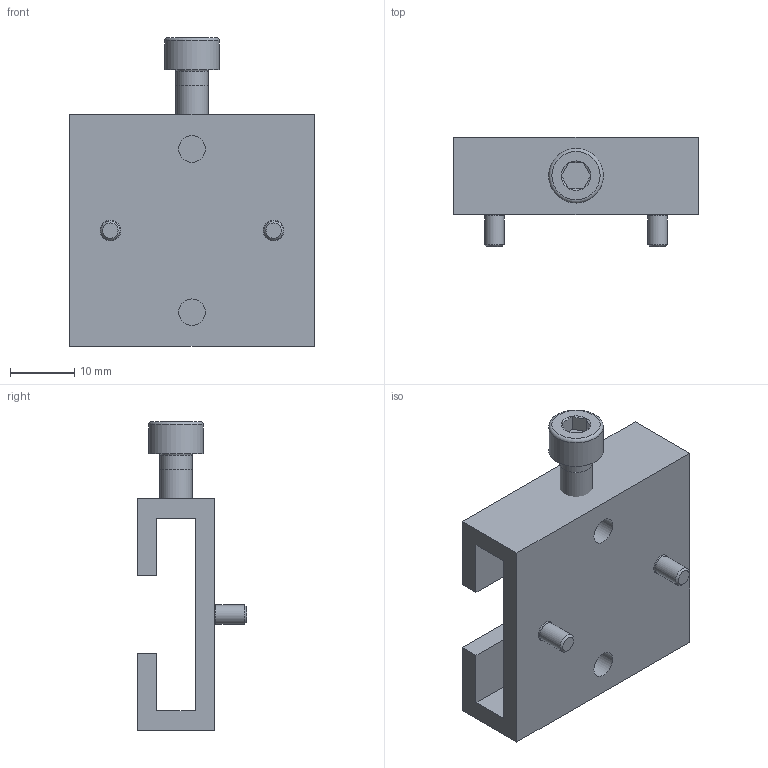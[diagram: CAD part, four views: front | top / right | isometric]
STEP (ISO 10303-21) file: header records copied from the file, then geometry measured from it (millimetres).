
FILE_DESCRIPTION(/* description */ ('Unknown','CAx-IF Rec.Pracs.---Representation and Presentation of Product Manufacturing Information (PMI)---4.0---2014-10-13','CAx-IF Rec.Pracs.---3D Tessellated Geometry---0.4---2014-09-14','2;1'),/* implementation_level */ '2;1');
FILE_NAME(/* name */ '501365_560947-V_U-Befestigung',/* time_stamp */ '2021-11-26T16:01:53+01:00',/* author */ ('Unknown'),/* organization */ ('Unknown'),/* preprocessor_version */ 'ST-DEVELOPER v16.7',/* originating_system */ 'Solid Edge',/* authorisation */ 'Unknown');
FILE_SCHEMA (('AP242_MANAGED_MODEL_BASED_3D_ENGINEERING_MIM_LF { 1 0 10303 442 1 1 4 }'));
Length unit declared in the file: millimetre
Products named in the file (4): 501365_560947-V_U-Befestigung; 501365_560947V_S01236_R1; Screw_DIN_912_M5x10_v16.00; Screw_DIN_7991_M3x8_v16.00
Assembly tree (4 placements, depth 2):
  501365_560947-V_U-Befestigung
    501365_560947V_S01236_R1
    Screw_DIN_912_M5x10_v16.00
    Screw_DIN_7991_M3x8_v16.00  x2
Bounding box: 38 x 17 x 48 mm (x, y, z)
Volume: 8554.1 mm3; surface area: 6923.5 mm2
Topology: 4 solids, 4 shells, 108 faces, 253 edges, 161 vertices
Faces by surface type: plane 58, cone 25, cylinder 19, torus 4, sphere 2
Full cylindrical faces by diameter (mm): 2.387 x2, 3 x4, 3.2 x2, 4.019 x1, 4.134 x3, 5 x2, 6 x4, 8.5 x1
Entity records: 2732 total; most frequent: CARTESIAN_POINT 393, DIRECTION 362, ORIENTED_EDGE 310, EDGE_CURVE 155, AXIS2_PLACEMENT_3D 136, EDGE_LOOP 118, FACE_BOUND 118, VERTEX_POINT 113
